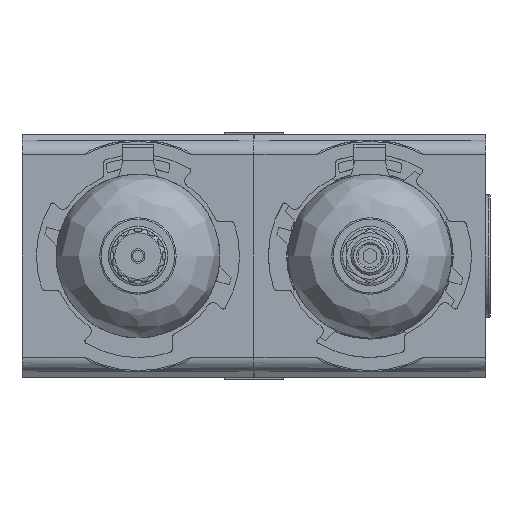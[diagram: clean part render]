
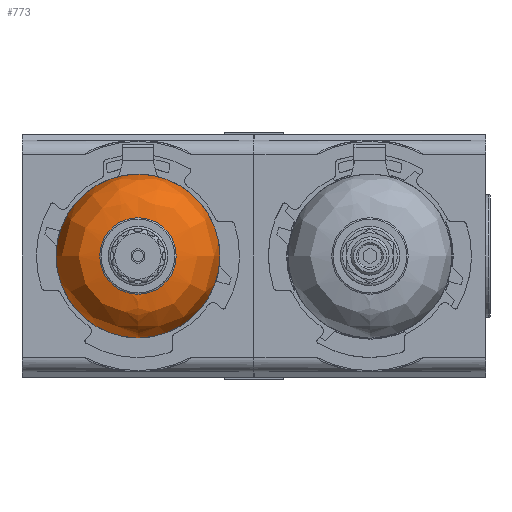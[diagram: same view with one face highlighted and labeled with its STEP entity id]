
A CAD part, front view. The second image highlights one B-rep face of the part: STEP entity #773.
In plain terms, the highlighted free-form (B-spline) face has degree [3, 3] with [4, 7] control points.
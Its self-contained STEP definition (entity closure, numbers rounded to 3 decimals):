
#773 = ADVANCED_FACE( '', ( #2329, #2330 ), #2331, .T. );
#2329 = FACE_OUTER_BOUND( '', #4874, .T. );
#2330 = FACE_OUTER_BOUND( '', #4875, .T. );
#2331 = ( BOUNDED_SURFACE(  )B_SPLINE_SURFACE( 3, 3, ( ( #4878, #4879, #4880, #4881, #4882, #4883, #4884 ), ( #4885, #4886, #4887, #4888, #4889, #4890, #4891 ), ( #4892, #4893, #4894, #4895, #4896, #4897, #4898 ), ( #4899, #4900, #4901, #4902, #4903, #4904, #4905 ) ), .UNSPECIFIED., .F., .T., .F. )B_SPLINE_SURFACE_WITH_KNOTS( ( 4, 4 ), ( 4, 3, 4 ), ( 0., 6.283 ), ( 0., 0.785, 1.571 ), .UNSPECIFIED. )GEOMETRIC_REPRESENTATION_ITEM(  )RATIONAL_B_SPLINE_SURFACE( ( ( 1., 0.333, 0.333, 1., 0.333, 0.333, 1. ), ( 0.805, 0.268, 0.268, 0.805, 0.268, 0.268, 0.805 ), ( 0.805, 0.268, 0.268, 0.805, 0.268, 0.268, 0.805 ), ( 1., 0.333, 0.333, 1., 0.333, 0.333, 1. ) ) )REPRESENTATION_ITEM( '' )SURFACE(  ) );
#4874 = EDGE_LOOP( '', ( #9228 ) );
#4875 = EDGE_LOOP( '', ( #9229 ) );
#4878 = CARTESIAN_POINT( '', ( 0., 1.5, -14. ) );
#4879 = CARTESIAN_POINT( '', ( 28., 1.5, -14. ) );
#4880 = CARTESIAN_POINT( '', ( 28., 1.5, 14. ) );
#4881 = CARTESIAN_POINT( '', ( 0., 1.5, 14. ) );
#4882 = CARTESIAN_POINT( '', ( -28., 1.5, 14. ) );
#4883 = CARTESIAN_POINT( '', ( -28., 1.5, -14. ) );
#4884 = CARTESIAN_POINT( '', ( 0., 1.5, -14. ) );
#4885 = CARTESIAN_POINT( '', ( 0., 1.5, -23.373 ) );
#4886 = CARTESIAN_POINT( '', ( 46.745, 1.5, -23.373 ) );
#4887 = CARTESIAN_POINT( '', ( 46.745, 1.5, 23.373 ) );
#4888 = CARTESIAN_POINT( '', ( 0., 1.5, 23.373 ) );
#4889 = CARTESIAN_POINT( '', ( -46.745, 1.5, 23.373 ) );
#4890 = CARTESIAN_POINT( '', ( -46.745, 1.5, -23.373 ) );
#4891 = CARTESIAN_POINT( '', ( 0., 1.5, -23.373 ) );
#4892 = CARTESIAN_POINT( '', ( 0., 8.127, -30. ) );
#4893 = CARTESIAN_POINT( '', ( 60., 8.127, -30. ) );
#4894 = CARTESIAN_POINT( '', ( 60., 8.127, 30. ) );
#4895 = CARTESIAN_POINT( '', ( 0., 8.127, 30. ) );
#4896 = CARTESIAN_POINT( '', ( -60., 8.127, 30. ) );
#4897 = CARTESIAN_POINT( '', ( -60., 8.127, -30. ) );
#4898 = CARTESIAN_POINT( '', ( 0., 8.127, -30. ) );
#4899 = CARTESIAN_POINT( '', ( 0., 17.5, -30. ) );
#4900 = CARTESIAN_POINT( '', ( 60., 17.5, -30. ) );
#4901 = CARTESIAN_POINT( '', ( 60., 17.5, 30. ) );
#4902 = CARTESIAN_POINT( '', ( 0., 17.5, 30. ) );
#4903 = CARTESIAN_POINT( '', ( -60., 17.5, 30. ) );
#4904 = CARTESIAN_POINT( '', ( -60., 17.5, -30. ) );
#4905 = CARTESIAN_POINT( '', ( 0., 17.5, -30. ) );
#9228 = ORIENTED_EDGE( '', *, *, #16688, .T. );
#9229 = ORIENTED_EDGE( '', *, *, #16687, .F. );
#16687 = EDGE_CURVE( '', #20066, #20066, #20067, .T. );
#16688 = EDGE_CURVE( '', #20068, #20068, #20069, .T. );
#20066 = VERTEX_POINT( '', #25419 );
#20067 = CIRCLE( '', #25420, 14. );
#20068 = VERTEX_POINT( '', #25421 );
#20069 = CIRCLE( '', #25422, 30. );
#25419 = CARTESIAN_POINT( '', ( 0., 1.5, -14. ) );
#25420 = AXIS2_PLACEMENT_3D( '', #32616, #32617, #32618 );
#25421 = CARTESIAN_POINT( '', ( 0., 17.5, -30. ) );
#25422 = AXIS2_PLACEMENT_3D( '', #32619, #32620, #32621 );
#32616 = CARTESIAN_POINT( '', ( 0., 1.5, 0. ) );
#32617 = DIRECTION( '', ( 0., -1., 0. ) );
#32618 = DIRECTION( '', ( 0., 0., -1. ) );
#32619 = CARTESIAN_POINT( '', ( 0., 17.5, 0. ) );
#32620 = DIRECTION( '', ( 0., -1., 0. ) );
#32621 = DIRECTION( '', ( 0., 0., -1. ) );
